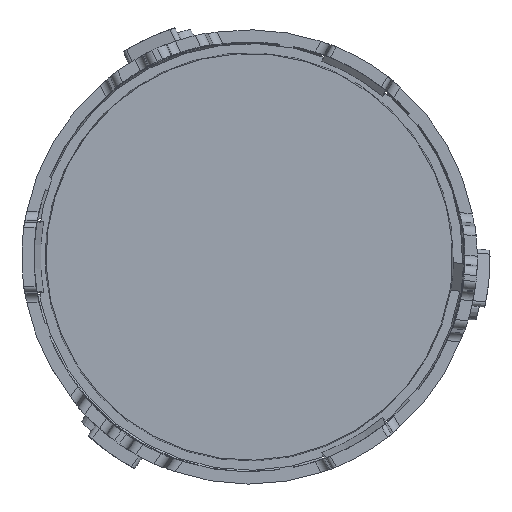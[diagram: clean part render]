
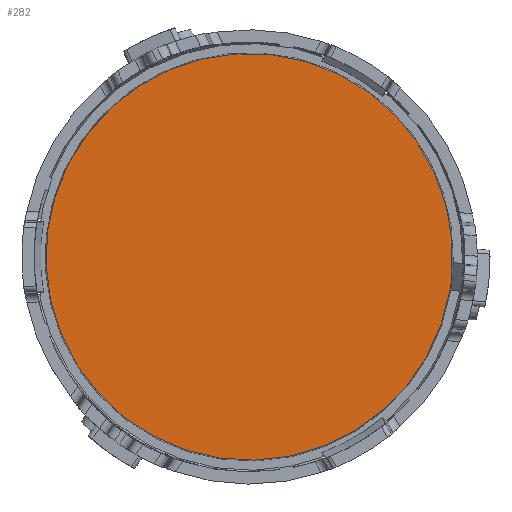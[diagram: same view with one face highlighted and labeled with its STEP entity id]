
A CAD part, top view. The second image highlights one B-rep face of the part: STEP entity #282.
In plain terms, the highlighted face is planar.
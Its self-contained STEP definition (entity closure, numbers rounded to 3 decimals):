
#282=ADVANCED_FACE('',(#712),#713,.F.);
#712=FACE_OUTER_BOUND('',#1573,.T.);
#713=PLANE('',#1574);
#1573=EDGE_LOOP('',(#2724));
#1574=AXIS2_PLACEMENT_3D('',#2725,#2726,#2727);
#2724=ORIENTED_EDGE('',*,*,#6386,.F.);
#2725=CARTESIAN_POINT('',(-10.973,14.769,0.0));
#2726=DIRECTION('',(0.0,-1.0,0.0));
#2727=DIRECTION('',(0.0,0.0,-1.0));
#6386=EDGE_CURVE('',#7580,#7580,#7581,.T.);
#7580=VERTEX_POINT('',#9616);
#7581=CIRCLE('',#9617,21.962);
#9616=CARTESIAN_POINT('',(0.0,14.769,-21.962));
#9617=AXIS2_PLACEMENT_3D('',#16433,#16434,#16435);
#16433=CARTESIAN_POINT('',(0.0,14.769,0.0));
#16434=DIRECTION('',(0.0,-1.0,0.0));
#16435=DIRECTION('',(0.0,0.0,-1.0));
